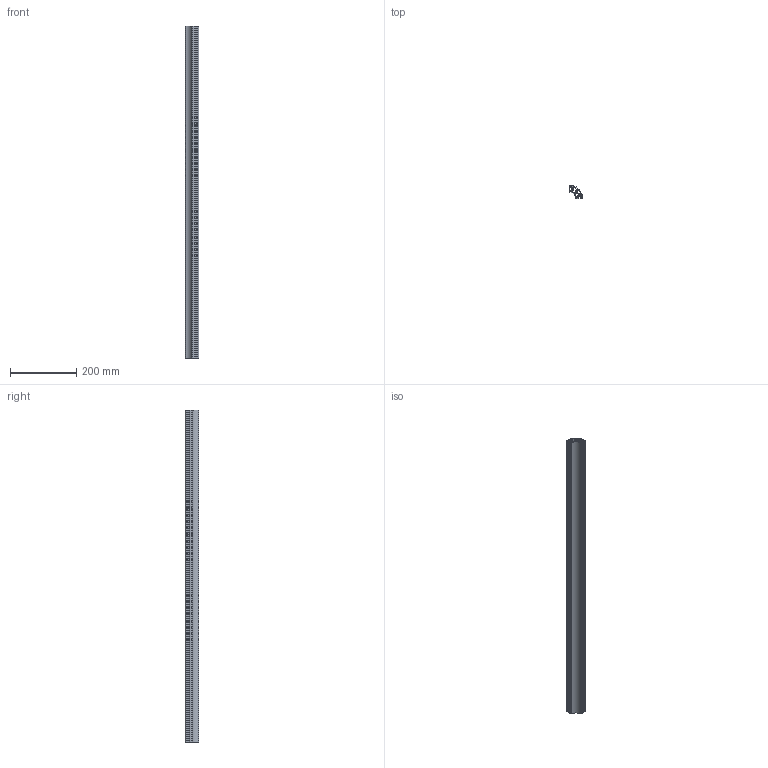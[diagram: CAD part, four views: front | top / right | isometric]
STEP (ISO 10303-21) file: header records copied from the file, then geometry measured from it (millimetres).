
FILE_DESCRIPTION(/* description */ (''),/* implementation_level */ '2;1');
FILE_NAME(/* name */ '13194_KriTec_Profil_5_R20_40-90Grad.stp',/* time_stamp */ '2015-04-22T11:40:23+02:00',/* author */ ('kostic'),/* organization */ (''),/* preprocessor_version */ 'ST-DEVELOPER v15.2',/* originating_system */ 'Autodesk Inventor 2014',/* authorisation */ '');
FILE_SCHEMA (('CONFIG_CONTROL_DESIGN'));
Length unit declared in the file: millimetre
Products named in the file (1): 13194_KriTec_Profil_5_R20_40-90°
Bounding box: 39.94 x 39.94 x 1000 mm (x, y, z)
Volume: 388182.3 mm3; surface area: 382320.2 mm2
Topology: 1 solids, 1 shells, 88 faces, 258 edges, 172 vertices
Faces by surface type: cylinder 56, plane 32
Full cylindrical faces by diameter (mm): 4.3 x3
Entity records: 3003 total; most frequent: DIRECTION 545, CARTESIAN_POINT 516, ORIENTED_EDGE 510, EDGE_CURVE 255, AXIS2_PLACEMENT_3D 201, VERTEX_POINT 172, LINE 143, VECTOR 143
